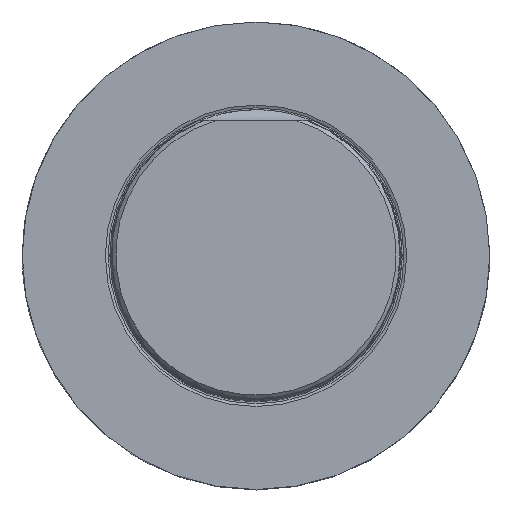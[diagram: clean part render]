
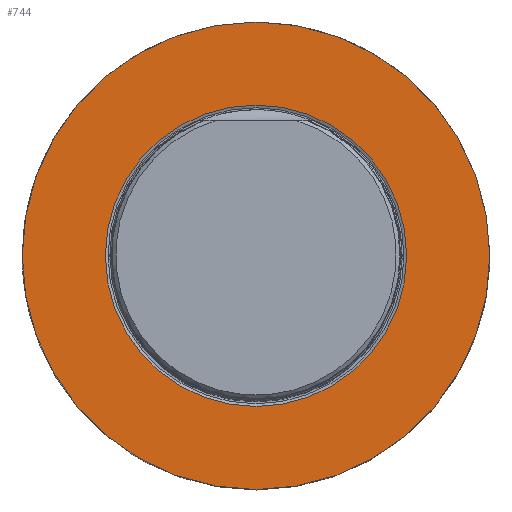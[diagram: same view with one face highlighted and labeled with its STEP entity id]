
A CAD part, top view. The second image highlights one B-rep face of the part: STEP entity #744.
In plain terms, the highlighted face is planar.
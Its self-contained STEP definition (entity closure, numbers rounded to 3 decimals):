
#217=FACE_BOUND('',#1770,.T.);
#218=FACE_BOUND('',#1771,.T.);
#744=ADVANCED_FACE('TB_IB_SU_5',(#217,#218),#1164,.T.);
#1164=PLANE('',#7619);
#1770=EDGE_LOOP('',(#3716));
#1771=EDGE_LOOP('',(#3717));
#3716=ORIENTED_EDGE('',*,*,#6440,.F.);
#3717=ORIENTED_EDGE('',*,*,#6431,.T.);
#5724=VERTEX_POINT('',#15536);
#5731=VERTEX_POINT('',#15619);
#6431=EDGE_CURVE('',#5724,#5724,#7352,.T.);
#6440=EDGE_CURVE('',#5731,#5731,#7353,.T.);
#7352=CIRCLE('',#7614,40.);
#7353=CIRCLE('',#7618,25.775);
#7614=AXIS2_PLACEMENT_3D('',#15535,#8455,#8456);
#7618=AXIS2_PLACEMENT_3D('',#15618,#8463,#8464);
#7619=AXIS2_PLACEMENT_3D('',#15620,#8465,#8466);
#8455=DIRECTION('',(0.,1.,0.));
#8456=DIRECTION('',(0.,0.,1.));
#8463=DIRECTION('',(0.,1.,0.));
#8464=DIRECTION('',(0.,0.,1.));
#8465=DIRECTION('',(0.,1.,0.));
#8466=DIRECTION('',(0.,0.,1.));
#15535=CARTESIAN_POINT('',(0.,0.,0.));
#15536=CARTESIAN_POINT('',(0.,0.,40.));
#15618=CARTESIAN_POINT('',(0.,0.,0.));
#15619=CARTESIAN_POINT('',(0.,0.,25.775));
#15620=CARTESIAN_POINT('',(0.,0.,0.));
